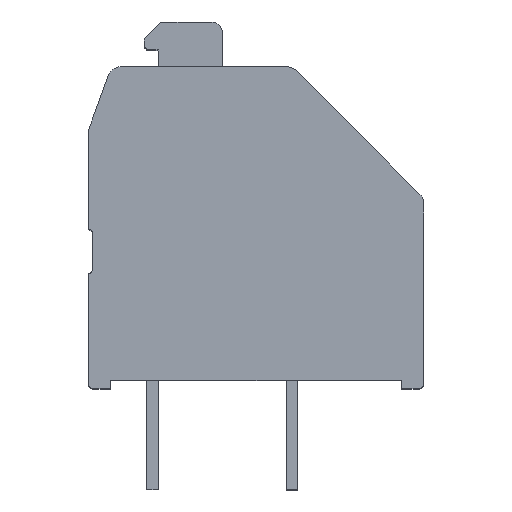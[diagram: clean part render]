
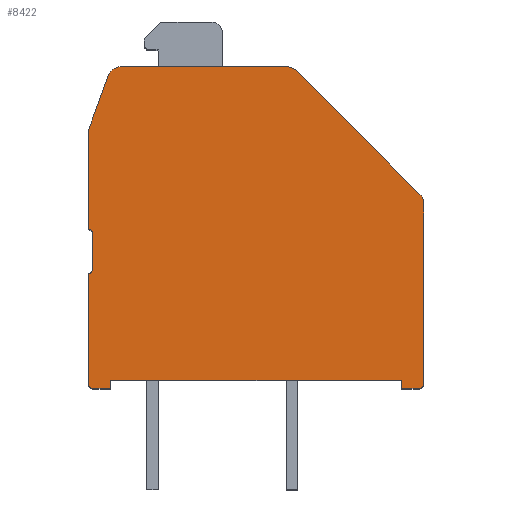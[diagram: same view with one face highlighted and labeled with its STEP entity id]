
A CAD part, top view. The second image highlights one B-rep face of the part: STEP entity #8422.
In plain terms, the highlighted planar face has unit normal (0, 0, 1).
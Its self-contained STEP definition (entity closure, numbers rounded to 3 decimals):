
#41=CIRCLE('',#8616,0.5);
#86=CIRCLE('',#8773,0.15);
#88=CIRCLE('',#8777,0.15);
#90=CIRCLE('',#8782,0.5);
#92=CIRCLE('',#8785,0.5);
#123=CIRCLE('',#8889,0.2);
#124=CIRCLE('',#8895,0.2);
#264=PLANE('',#8896);
#417=LINE('',#10857,#1146);
#627=LINE('',#11397,#1356);
#736=LINE('',#11663,#1465);
#741=LINE('',#11674,#1470);
#746=LINE('',#11688,#1475);
#753=LINE('',#11705,#1482);
#794=LINE('',#11775,#1523);
#799=LINE('',#11791,#1528);
#890=LINE('',#12048,#1619);
#891=LINE('',#12050,#1620);
#893=LINE('',#12054,#1622);
#895=LINE('',#12058,#1624);
#1146=VECTOR('',#9115,1000.);
#1356=VECTOR('',#9583,1000.);
#1465=VECTOR('',#9802,1000.);
#1470=VECTOR('',#9809,1000.);
#1475=VECTOR('',#9822,1000.);
#1482=VECTOR('',#9837,1000.);
#1523=VECTOR('',#9880,1000.);
#1528=VECTOR('',#9899,1000.);
#1619=VECTOR('',#10198,1000.);
#1620=VECTOR('',#10201,1000.);
#1622=VECTOR('',#10205,1000.);
#1624=VECTOR('',#10209,1000.);
#2903=ORIENTED_EDGE('',*,*,#4093,.T.);
#2904=ORIENTED_EDGE('',*,*,#4097,.F.);
#2905=ORIENTED_EDGE('',*,*,#4100,.T.);
#2906=ORIENTED_EDGE('',*,*,#4103,.F.);
#2907=ORIENTED_EDGE('',*,*,#4109,.T.);
#2908=ORIENTED_EDGE('',*,*,#4279,.T.);
#2909=ORIENTED_EDGE('',*,*,#4281,.T.);
#2910=ORIENTED_EDGE('',*,*,#4282,.T.);
#2911=ORIENTED_EDGE('',*,*,#4088,.T.);
#2912=ORIENTED_EDGE('',*,*,#4284,.T.);
#2913=ORIENTED_EDGE('',*,*,#4286,.T.);
#2914=ORIENTED_EDGE('',*,*,#4287,.T.);
#2915=ORIENTED_EDGE('',*,*,#4150,.T.);
#2916=ORIENTED_EDGE('',*,*,#4154,.T.);
#2917=ORIENTED_EDGE('',*,*,#3678,.T.);
#2918=ORIENTED_EDGE('',*,*,#3715,.T.);
#2919=ORIENTED_EDGE('',*,*,#3953,.T.);
#2920=ORIENTED_EDGE('',*,*,#4157,.T.);
#2921=ORIENTED_EDGE('',*,*,#4159,.T.);
#3678=EDGE_CURVE('',#4576,#4575,#417,.T.);
#3715=EDGE_CURVE('',#4575,#4605,#41,.T.);
#3953=EDGE_CURVE('',#4605,#4776,#627,.T.);
#4088=EDGE_CURVE('',#4879,#4878,#736,.T.);
#4093=EDGE_CURVE('',#4884,#4883,#741,.T.);
#4097=EDGE_CURVE('',#4886,#4883,#86,.T.);
#4100=EDGE_CURVE('',#4886,#4888,#746,.T.);
#4103=EDGE_CURVE('',#4890,#4888,#88,.T.);
#4109=EDGE_CURVE('',#4890,#4894,#753,.T.);
#4150=EDGE_CURVE('',#4923,#4922,#794,.T.);
#4154=EDGE_CURVE('',#4922,#4576,#90,.T.);
#4157=EDGE_CURVE('',#4776,#4926,#92,.T.);
#4159=EDGE_CURVE('',#4926,#4884,#799,.T.);
#4279=EDGE_CURVE('',#4894,#4987,#123,.T.);
#4281=EDGE_CURVE('',#4987,#4988,#890,.T.);
#4282=EDGE_CURVE('',#4988,#4879,#891,.T.);
#4284=EDGE_CURVE('',#4878,#4989,#893,.T.);
#4286=EDGE_CURVE('',#4989,#4990,#895,.T.);
#4287=EDGE_CURVE('',#4990,#4923,#124,.T.);
#4575=VERTEX_POINT('',#10856);
#4576=VERTEX_POINT('',#10858);
#4605=VERTEX_POINT('',#10929);
#4776=VERTEX_POINT('',#11396);
#4878=VERTEX_POINT('',#11662);
#4879=VERTEX_POINT('',#11664);
#4883=VERTEX_POINT('',#11673);
#4884=VERTEX_POINT('',#11675);
#4886=VERTEX_POINT('',#11681);
#4888=VERTEX_POINT('',#11687);
#4890=VERTEX_POINT('',#11693);
#4894=VERTEX_POINT('',#11704);
#4922=VERTEX_POINT('',#11774);
#4923=VERTEX_POINT('',#11776);
#4926=VERTEX_POINT('',#11787);
#4987=VERTEX_POINT('',#12043);
#4988=VERTEX_POINT('',#12047);
#4989=VERTEX_POINT('',#12053);
#4990=VERTEX_POINT('',#12057);
#5382=EDGE_LOOP('',(#2903,#2904,#2905,#2906,#2907,#2908,#2909,#2910,#2911,
#2912,#2913,#2914,#2915,#2916,#2917,#2918,#2919,#2920,#2921));
#5725=FACE_BOUND('',#5382,.T.);
#8422=ADVANCED_FACE('',(#5725),#264,.T.);
#8616=AXIS2_PLACEMENT_3D('',#10930,#9188,#9189);
#8773=AXIS2_PLACEMENT_3D('',#11682,#9816,#9817);
#8777=AXIS2_PLACEMENT_3D('',#11694,#9828,#9829);
#8782=AXIS2_PLACEMENT_3D('',#11782,#9887,#9888);
#8785=AXIS2_PLACEMENT_3D('',#11788,#9894,#9895);
#8889=AXIS2_PLACEMENT_3D('',#12044,#10193,#10194);
#8895=AXIS2_PLACEMENT_3D('',#12060,#10212,#10213);
#8896=AXIS2_PLACEMENT_3D('',#12061,#10214,#10215);
#9115=DIRECTION('',(-0.707,0.707,0.));
#9188=DIRECTION('',(0.,0.,1.));
#9189=DIRECTION('',(1.,0.,0.));
#9583=DIRECTION('',(-1.,0.,0.));
#9802=DIRECTION('',(1.,0.,0.));
#9809=DIRECTION('',(0.,-1.,0.));
#9816=DIRECTION('',(0.,0.,1.));
#9817=DIRECTION('',(1.,0.,0.));
#9822=DIRECTION('',(0.,-1.,0.));
#9828=DIRECTION('',(0.,0.,1.));
#9829=DIRECTION('',(1.,0.,0.));
#9837=DIRECTION('',(0.,-1.,0.));
#9880=DIRECTION('',(0.,1.,0.));
#9887=DIRECTION('',(0.,0.,1.));
#9888=DIRECTION('',(1.,0.,0.));
#9894=DIRECTION('',(0.,0.,1.));
#9895=DIRECTION('',(1.,0.,0.));
#9899=DIRECTION('',(-0.342,-0.94,0.));
#10193=DIRECTION('',(0.,0.,1.));
#10194=DIRECTION('',(1.,0.,0.));
#10198=DIRECTION('',(1.,0.,0.));
#10201=DIRECTION('',(0.,1.,0.));
#10205=DIRECTION('',(0.,-1.,0.));
#10209=DIRECTION('',(1.,0.,0.));
#10212=DIRECTION('',(0.,0.,1.));
#10213=DIRECTION('',(1.,0.,0.));
#10214=DIRECTION('',(0.,0.,1.));
#10215=DIRECTION('',(1.,0.,0.));
#10856=CARTESIAN_POINT('',(0.146,11.354,19.28));
#10857=CARTESIAN_POINT('',(4.554,6.946,19.28));
#10858=CARTESIAN_POINT('',(4.554,6.946,19.28));
#10929=CARTESIAN_POINT('',(-0.207,11.5,19.28));
#10930=CARTESIAN_POINT('',(-0.207,11.,19.28));
#11396=CARTESIAN_POINT('',(-6.113,11.5,19.28));
#11397=CARTESIAN_POINT('',(-0.207,11.5,19.28));
#11662=CARTESIAN_POINT('',(3.9,0.3,19.28));
#11663=CARTESIAN_POINT('',(-6.5,0.3,19.28));
#11664=CARTESIAN_POINT('',(-6.5,0.3,19.28));
#11673=CARTESIAN_POINT('',(-7.3,5.7,19.28));
#11674=CARTESIAN_POINT('',(-7.3,9.2,19.28));
#11675=CARTESIAN_POINT('',(-7.3,9.2,19.28));
#11681=CARTESIAN_POINT('',(-7.15,5.55,19.28));
#11682=CARTESIAN_POINT('',(-7.3,5.55,19.28));
#11687=CARTESIAN_POINT('',(-7.15,4.25,19.28));
#11688=CARTESIAN_POINT('',(-7.15,5.55,19.28));
#11693=CARTESIAN_POINT('',(-7.3,4.1,19.28));
#11694=CARTESIAN_POINT('',(-7.3,4.25,19.28));
#11704=CARTESIAN_POINT('',(-7.3,0.2,19.28));
#11705=CARTESIAN_POINT('',(-7.3,4.1,19.28));
#11774=CARTESIAN_POINT('',(4.7,6.593,19.28));
#11775=CARTESIAN_POINT('',(4.7,0.2,19.28));
#11776=CARTESIAN_POINT('',(4.7,0.2,19.28));
#11782=CARTESIAN_POINT('',(4.2,6.593,19.28));
#11787=CARTESIAN_POINT('',(-6.583,11.171,19.28));
#11788=CARTESIAN_POINT('',(-6.113,11.,19.28));
#11791=CARTESIAN_POINT('',(-6.583,11.171,19.28));
#12043=CARTESIAN_POINT('',(-7.1,0.,19.28));
#12044=CARTESIAN_POINT('',(-7.1,0.2,19.28));
#12047=CARTESIAN_POINT('',(-6.5,0.,19.28));
#12048=CARTESIAN_POINT('',(-7.1,0.,19.28));
#12050=CARTESIAN_POINT('',(-6.5,0.,19.28));
#12053=CARTESIAN_POINT('',(3.9,0.,19.28));
#12054=CARTESIAN_POINT('',(3.9,0.3,19.28));
#12057=CARTESIAN_POINT('',(4.5,0.,19.28));
#12058=CARTESIAN_POINT('',(3.9,0.,19.28));
#12060=CARTESIAN_POINT('',(4.5,0.2,19.28));
#12061=CARTESIAN_POINT('',(-7.3,5.55,19.28));
